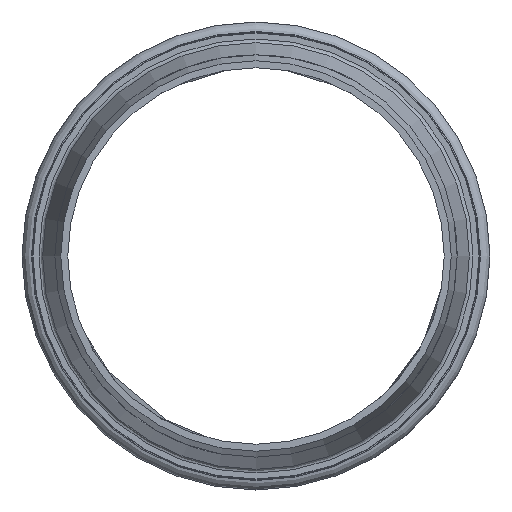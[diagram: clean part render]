
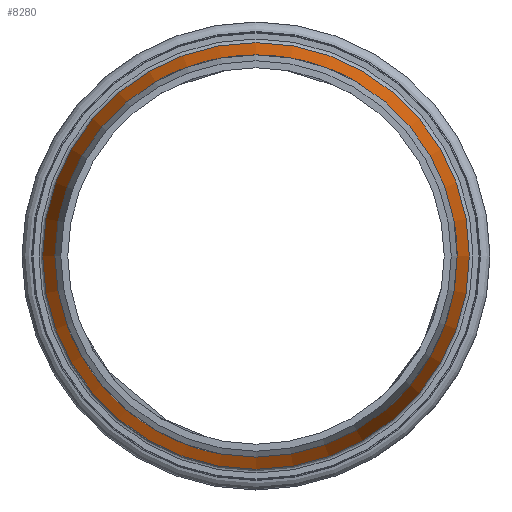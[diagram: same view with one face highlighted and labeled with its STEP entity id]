
A CAD part, front view. The second image highlights one B-rep face of the part: STEP entity #8280.
In plain terms, the highlighted conical face has half-angle 15 degrees and reference radius 56.675 mm.
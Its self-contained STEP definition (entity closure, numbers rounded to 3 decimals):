
#15=CONICAL_SURFACE('',#9168,56.675,0.262);
#638=CIRCLE('',#9167,58.35);
#639=CIRCLE('',#9169,55.);
#1227=FACE_OUTER_BOUND('',#1612,.T.);
#1612=EDGE_LOOP('',(#6673,#6674,#6675,#6676));
#2111=LINE('',#19967,#2534);
#2534=VECTOR('',#11279,56.675);
#3779=VERTEX_POINT('',#19961);
#3780=VERTEX_POINT('',#19965);
#5001=EDGE_CURVE('',#3779,#3779,#638,.T.);
#5003=EDGE_CURVE('',#3780,#3780,#639,.T.);
#5004=EDGE_CURVE('',#3780,#3779,#2111,.T.);
#6673=ORIENTED_EDGE('',*,*,#5003,.F.);
#6674=ORIENTED_EDGE('',*,*,#5004,.T.);
#6675=ORIENTED_EDGE('',*,*,#5001,.T.);
#6676=ORIENTED_EDGE('',*,*,#5004,.F.);
#8280=ADVANCED_FACE('',(#1227),#15,.T.);
#9167=AXIS2_PLACEMENT_3D('',#19962,#11272,#11273);
#9168=AXIS2_PLACEMENT_3D('',#19964,#11275,#11276);
#9169=AXIS2_PLACEMENT_3D('',#19966,#11277,#11278);
#11272=DIRECTION('center_axis',(0.,-1.,0.));
#11273=DIRECTION('ref_axis',(1.,0.,0.));
#11275=DIRECTION('center_axis',(0.,1.,0.));
#11276=DIRECTION('ref_axis',(-1.,0.,0.));
#11277=DIRECTION('center_axis',(0.,-1.,0.));
#11278=DIRECTION('ref_axis',(1.,0.,0.));
#11279=DIRECTION('',(0.259,0.966,0.));
#19961=CARTESIAN_POINT('',(58.35,-1.567,0.));
#19962=CARTESIAN_POINT('Origin',(0.,-1.567,0.));
#19964=CARTESIAN_POINT('Origin',(0.,-7.818,0.));
#19965=CARTESIAN_POINT('',(55.,-14.07,0.));
#19966=CARTESIAN_POINT('Origin',(0.,-14.07,0.));
#19967=CARTESIAN_POINT('',(56.675,-7.818,0.));
